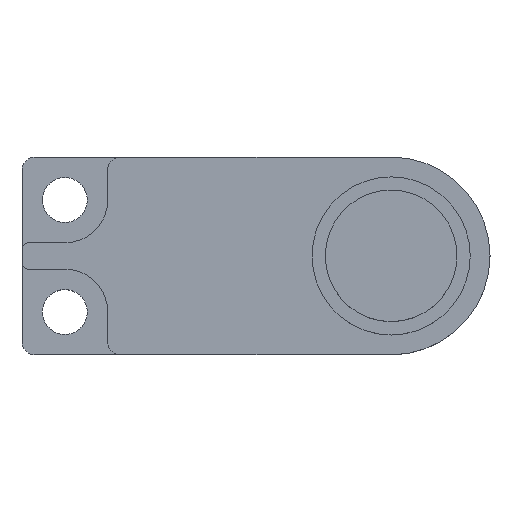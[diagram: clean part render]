
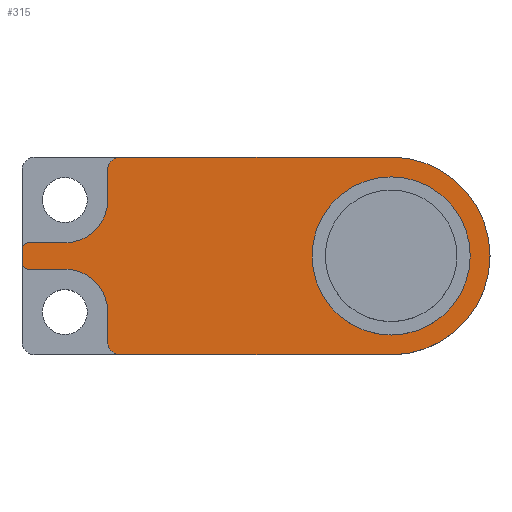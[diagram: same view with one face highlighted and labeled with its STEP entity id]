
A CAD part, top view. The second image highlights one B-rep face of the part: STEP entity #315.
In plain terms, the highlighted planar face has unit normal (0, 0, 1).
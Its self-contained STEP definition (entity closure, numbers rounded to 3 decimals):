
#5 = VERTEX_POINT ( 'NONE', #714 ) ;
#7 = CARTESIAN_POINT ( 'NONE',  ( -1., -9.334, 5.5 ) ) ;
#17 = EDGE_CURVE ( 'NONE', #1041, #251, #884, .T. ) ;
#26 = EDGE_CURVE ( 'NONE', #65, #194, #589, .T. ) ;
#30 = DIRECTION ( 'NONE',  ( 0., 0., 1. ) ) ;
#40 = AXIS2_PLACEMENT_3D ( 'NONE', #1037, #691, #1019 ) ;
#51 = CARTESIAN_POINT ( 'NONE',  ( -2., 2.416, 5.5 ) ) ;
#65 = VERTEX_POINT ( 'NONE', #1045 ) ;
#68 = CARTESIAN_POINT ( 'NONE',  ( -8.5, -2.334, 5.5 ) ) ;
#75 = CIRCLE ( 'NONE', #471, 6. ) ;
#76 = CARTESIAN_POINT ( 'NONE',  ( 13.5, -1.834, 5.5 ) ) ;
#79 = AXIS2_PLACEMENT_3D ( 'NONE', #319, #30, #730 ) ;
#80 = EDGE_CURVE ( 'NONE', #90, #800, #959, .T. ) ;
#87 = CARTESIAN_POINT ( 'NONE',  ( -5.25, -6.084, 5.5 ) ) ;
#90 = VERTEX_POINT ( 'NONE', #7 ) ;
#91 = CARTESIAN_POINT ( 'NONE',  ( -1., -8.334, 5.5 ) ) ;
#92 = CARTESIAN_POINT ( 'NONE',  ( -8., -0.834, 5.5 ) ) ;
#93 = VECTOR ( 'NONE', #481, 1000. ) ;
#98 = ORIENTED_EDGE ( 'NONE', *, *, #778, .T. ) ;
#107 = CIRCLE ( 'NONE', #291, 6. ) ;
#112 = CARTESIAN_POINT ( 'NONE',  ( -8.5, -1.334, 5.5 ) ) ;
#117 = ORIENTED_EDGE ( 'NONE', *, *, #305, .F. ) ;
#121 = VERTEX_POINT ( 'NONE', #972 ) ;
#126 = VERTEX_POINT ( 'NONE', #51 ) ;
#132 = CIRCLE ( 'NONE', #192, 3.25 ) ;
#135 = CARTESIAN_POINT ( 'NONE',  ( 19.5, -9.334, 5.5 ) ) ;
#157 = VERTEX_POINT ( 'NONE', #1080 ) ;
#159 = DIRECTION ( 'NONE',  ( 0., 0., 1. ) ) ;
#178 = DIRECTION ( 'NONE',  ( 0., 0., 1. ) ) ;
#182 = AXIS2_PLACEMENT_3D ( 'NONE', #91, #363, #607 ) ;
#189 = DIRECTION ( 'NONE',  ( 1., 0., 0. ) ) ;
#192 = AXIS2_PLACEMENT_3D ( 'NONE', #87, #159, #441 ) ;
#194 = VERTEX_POINT ( 'NONE', #406 ) ;
#198 = CIRCLE ( 'NONE', #182, 1. ) ;
#201 = VERTEX_POINT ( 'NONE', #755 ) ;
#215 = VERTEX_POINT ( 'NONE', #112 ) ;
#222 = EDGE_CURVE ( 'NONE', #789, #251, #826, .T. ) ;
#225 = CARTESIAN_POINT ( 'NONE',  ( 19.5, -1.834, 5.5 ) ) ;
#245 = AXIS2_PLACEMENT_3D ( 'NONE', #442, #178, #881 ) ;
#251 = VERTEX_POINT ( 'NONE', #508 ) ;
#262 = EDGE_CURVE ( 'NONE', #302, #215, #429, .T. ) ;
#267 = DIRECTION ( 'NONE',  ( 1., 0., 0. ) ) ;
#286 = CARTESIAN_POINT ( 'NONE',  ( -2., 5.666, 5.5 ) ) ;
#290 = CARTESIAN_POINT ( 'NONE',  ( -2., -6.084, 5.5 ) ) ;
#291 = AXIS2_PLACEMENT_3D ( 'NONE', #735, #992, #921 ) ;
#297 = ORIENTED_EDGE ( 'NONE', *, *, #80, .T. ) ;
#302 = VERTEX_POINT ( 'NONE', #92 ) ;
#305 = EDGE_CURVE ( 'NONE', #201, #1041, #132, .T. ) ;
#315 = ADVANCED_FACE ( 'NONE', ( #864, #420 ), #530, .T. ) ;
#319 = CARTESIAN_POINT ( 'NONE',  ( -8., -2.334, 5.5 ) ) ;
#325 = EDGE_CURVE ( 'NONE', #5, #126, #616, .T. ) ;
#341 = VERTEX_POINT ( 'NONE', #76 ) ;
#350 = EDGE_LOOP ( 'NONE', ( #389, #928, #622, #469, #1022, #716, #98, #818, #523, #117, #825, #868, #297, #1010 ) ) ;
#357 = DIRECTION ( 'NONE',  ( 1., 0., 0. ) ) ;
#363 = DIRECTION ( 'NONE',  ( 0., 0., 1. ) ) ;
#389 = ORIENTED_EDGE ( 'NONE', *, *, #916, .T. ) ;
#406 = CARTESIAN_POINT ( 'NONE',  ( -2., 4.666, 5.5 ) ) ;
#411 = EDGE_CURVE ( 'NONE', #121, #201, #805, .T. ) ;
#420 = FACE_BOUND ( 'NONE', #594, .T. ) ;
#427 = VECTOR ( 'NONE', #189, 1000. ) ;
#429 = CIRCLE ( 'NONE', #961, 0.5 ) ;
#435 = EDGE_CURVE ( 'NONE', #126, #194, #964, .T. ) ;
#441 = DIRECTION ( 'NONE',  ( 1., 0., 0. ) ) ;
#442 = CARTESIAN_POINT ( 'NONE',  ( -1., 4.666, 5.5 ) ) ;
#445 = DIRECTION ( 'NONE',  ( 1., 0., 0. ) ) ;
#448 = VECTOR ( 'NONE', #707, 1000. ) ;
#469 = ORIENTED_EDGE ( 'NONE', *, *, #325, .F. ) ;
#471 = AXIS2_PLACEMENT_3D ( 'NONE', #1087, #675, #1094 ) ;
#481 = DIRECTION ( 'NONE',  ( 0., -1., 0. ) ) ;
#493 = AXIS2_PLACEMENT_3D ( 'NONE', #225, #917, #837 ) ;
#501 = LINE ( 'NONE', #999, #545 ) ;
#507 = CARTESIAN_POINT ( 'NONE',  ( -8.5, 5.666, 5.5 ) ) ;
#508 = CARTESIAN_POINT ( 'NONE',  ( -8., -2.834, 5.5 ) ) ;
#523 = ORIENTED_EDGE ( 'NONE', *, *, #17, .F. ) ;
#530 = PLANE ( 'NONE',  #40 ) ;
#545 = VECTOR ( 'NONE', #652, 1000. ) ;
#572 = ORIENTED_EDGE ( 'NONE', *, *, #733, .F. ) ;
#589 = CIRCLE ( 'NONE', #245, 1. ) ;
#594 = EDGE_LOOP ( 'NONE', ( #940, #572 ) ) ;
#595 = CARTESIAN_POINT ( 'NONE',  ( 25.5, -1.834, 5.5 ) ) ;
#607 = DIRECTION ( 'NONE',  ( 1., 0., 0. ) ) ;
#615 = CARTESIAN_POINT ( 'NONE',  ( -8., -1.334, 5.5 ) ) ;
#616 = CIRCLE ( 'NONE', #914, 3.25 ) ;
#622 = ORIENTED_EDGE ( 'NONE', *, *, #435, .F. ) ;
#633 = DIRECTION ( 'NONE',  ( 0., 1., 0. ) ) ;
#651 = CIRCLE ( 'NONE', #493, 7.5 ) ;
#652 = DIRECTION ( 'NONE',  ( -1., 0., 0. ) ) ;
#664 = EDGE_CURVE ( 'NONE', #341, #852, #107, .T. ) ;
#666 = EDGE_CURVE ( 'NONE', #302, #5, #842, .T. ) ;
#668 = LINE ( 'NONE', #507, #93 ) ;
#675 = DIRECTION ( 'NONE',  ( 0., 0., 1. ) ) ;
#691 = DIRECTION ( 'NONE',  ( 0., 0., 1. ) ) ;
#692 = EDGE_CURVE ( 'NONE', #121, #90, #198, .T. ) ;
#707 = DIRECTION ( 'NONE',  ( -1., 0., 0. ) ) ;
#710 = VECTOR ( 'NONE', #357, 1000. ) ;
#714 = CARTESIAN_POINT ( 'NONE',  ( -5.25, -0.834, 5.5 ) ) ;
#716 = ORIENTED_EDGE ( 'NONE', *, *, #262, .T. ) ;
#722 = VECTOR ( 'NONE', #633, 1000. ) ;
#730 = DIRECTION ( 'NONE',  ( 1., 0., 0. ) ) ;
#733 = EDGE_CURVE ( 'NONE', #852, #341, #75, .T. ) ;
#735 = CARTESIAN_POINT ( 'NONE',  ( 19.5, -1.834, 5.5 ) ) ;
#747 = CARTESIAN_POINT ( 'NONE',  ( -5.25, -2.834, 5.5 ) ) ;
#755 = CARTESIAN_POINT ( 'NONE',  ( -2., -6.084, 5.5 ) ) ;
#778 = EDGE_CURVE ( 'NONE', #215, #789, #668, .T. ) ;
#789 = VERTEX_POINT ( 'NONE', #68 ) ;
#793 = CARTESIAN_POINT ( 'NONE',  ( -5.25, 2.416, 5.5 ) ) ;
#800 = VERTEX_POINT ( 'NONE', #135 ) ;
#805 = LINE ( 'NONE', #290, #895 ) ;
#815 = EDGE_CURVE ( 'NONE', #800, #157, #651, .T. ) ;
#818 = ORIENTED_EDGE ( 'NONE', *, *, #222, .T. ) ;
#825 = ORIENTED_EDGE ( 'NONE', *, *, #411, .F. ) ;
#826 = CIRCLE ( 'NONE', #79, 0.5 ) ;
#837 = DIRECTION ( 'NONE',  ( 1., 0., 0. ) ) ;
#842 = LINE ( 'NONE', #1082, #710 ) ;
#852 = VERTEX_POINT ( 'NONE', #595 ) ;
#855 = DIRECTION ( 'NONE',  ( 0., 0., 1. ) ) ;
#864 = FACE_OUTER_BOUND ( 'NONE', #350, .T. ) ;
#868 = ORIENTED_EDGE ( 'NONE', *, *, #692, .T. ) ;
#881 = DIRECTION ( 'NONE',  ( 1., 0., 0. ) ) ;
#884 = LINE ( 'NONE', #963, #448 ) ;
#895 = VECTOR ( 'NONE', #1042, 1000. ) ;
#914 = AXIS2_PLACEMENT_3D ( 'NONE', #793, #944, #445 ) ;
#916 = EDGE_CURVE ( 'NONE', #157, #65, #501, .T. ) ;
#917 = DIRECTION ( 'NONE',  ( 0., 0., 1. ) ) ;
#921 = DIRECTION ( 'NONE',  ( 1., 0., 0. ) ) ;
#928 = ORIENTED_EDGE ( 'NONE', *, *, #26, .T. ) ;
#940 = ORIENTED_EDGE ( 'NONE', *, *, #664, .F. ) ;
#944 = DIRECTION ( 'NONE',  ( 0., 0., 1. ) ) ;
#951 = CARTESIAN_POINT ( 'NONE',  ( -8.5, -9.334, 5.5 ) ) ;
#959 = LINE ( 'NONE', #951, #427 ) ;
#961 = AXIS2_PLACEMENT_3D ( 'NONE', #615, #855, #267 ) ;
#963 = CARTESIAN_POINT ( 'NONE',  ( -8.5, -2.834, 5.5 ) ) ;
#964 = LINE ( 'NONE', #286, #722 ) ;
#972 = CARTESIAN_POINT ( 'NONE',  ( -2., -8.334, 5.5 ) ) ;
#992 = DIRECTION ( 'NONE',  ( 0., 0., 1. ) ) ;
#999 = CARTESIAN_POINT ( 'NONE',  ( 0., 5.666, 5.5 ) ) ;
#1010 = ORIENTED_EDGE ( 'NONE', *, *, #815, .T. ) ;
#1019 = DIRECTION ( 'NONE',  ( 1., 0., 0. ) ) ;
#1022 = ORIENTED_EDGE ( 'NONE', *, *, #666, .F. ) ;
#1037 = CARTESIAN_POINT ( 'NONE',  ( 19.5, -1.834, 5.5 ) ) ;
#1041 = VERTEX_POINT ( 'NONE', #747 ) ;
#1042 = DIRECTION ( 'NONE',  ( 0., 1., 0. ) ) ;
#1045 = CARTESIAN_POINT ( 'NONE',  ( -1., 5.666, 5.5 ) ) ;
#1080 = CARTESIAN_POINT ( 'NONE',  ( 19.5, 5.666, 5.5 ) ) ;
#1082 = CARTESIAN_POINT ( 'NONE',  ( -5.25, -0.834, 5.5 ) ) ;
#1087 = CARTESIAN_POINT ( 'NONE',  ( 19.5, -1.834, 5.5 ) ) ;
#1094 = DIRECTION ( 'NONE',  ( 1., 0., 0. ) ) ;
